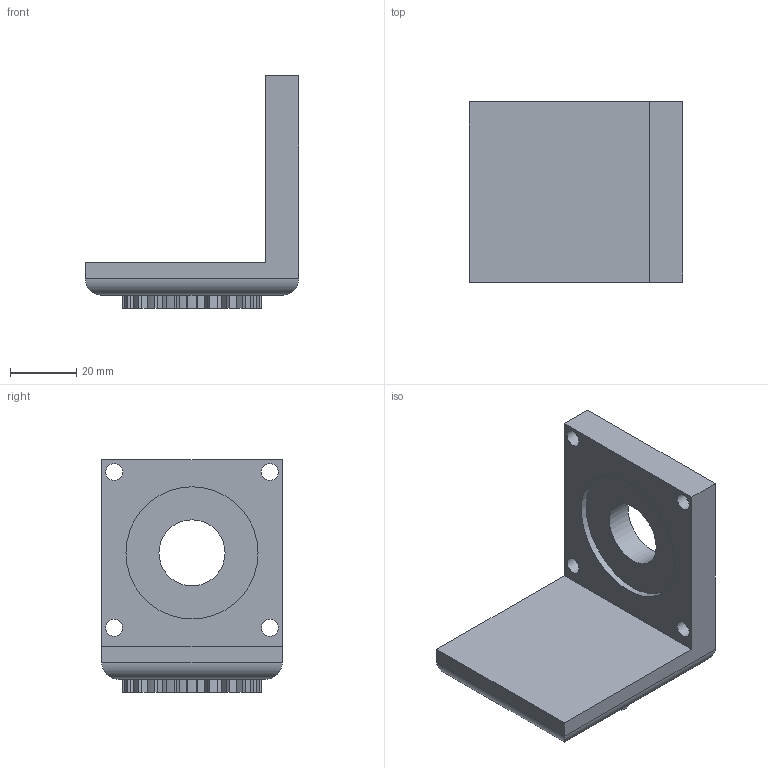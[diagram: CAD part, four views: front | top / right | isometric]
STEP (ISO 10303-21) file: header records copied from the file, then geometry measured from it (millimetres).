
FILE_DESCRIPTION(/* description */ ('STEP AP242','CAx-IF Rec.Pracs.---Representation and Presentation of Product Manufacturing Information (PMI)---4.0---2014-10-13','CAx-IF Rec.Pracs.---3D Tessellated Geometry---0.4---2014-09-14','2;1'),/* implementation_level */ '2;1');
FILE_NAME(/* name */ '67761527a09e915b56f62d12',/* time_stamp */ '2025-01-02T04:25:12Z',/* author */ (''),/* organization */ (''),/* preprocessor_version */ 'ST-DEVELOPER v20',/* originating_system */ 'ONSHAPE BY PTC INC, 1.191',/* authorisation */ ' ');
FILE_SCHEMA (('AP242_MANAGED_MODEL_BASED_3D_ENGINEERING_MIM_LF { 1 0 10303 442 1 1 4 }'));
Length unit declared in the file: metre
Products named in the file (2): Part 2; Part 1
Bounding box: 64.6 x 54.6 x 70.4 mm (x, y, z)
Volume: 62547.3 mm3; surface area: 19781.6 mm2
Topology: 2 solids, 2 shells, 142 faces, 408 edges, 271 vertices
Faces by surface type: plane 91, cylinder 51
Full cylindrical faces by diameter (mm): 5.1 x4, 19.2 x1, 20 x1, 40 x1
Entity records: 4674 total; most frequent: CARTESIAN_POINT 814, ORIENTED_EDGE 800, DIRECTION 786, EDGE_CURVE 400, LINE 302, VECTOR 302, VERTEX_POINT 270, AXIS2_PLACEMENT_3D 242
